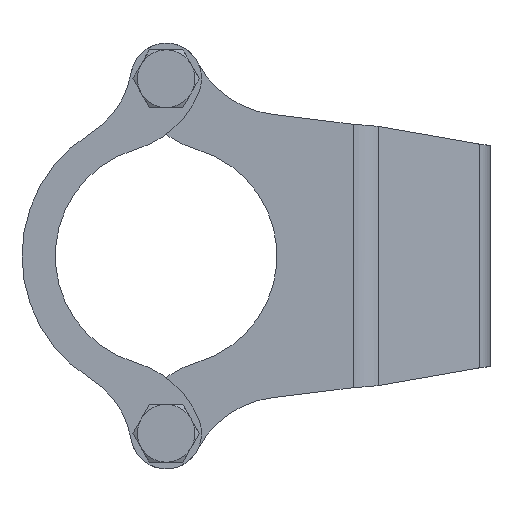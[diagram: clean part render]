
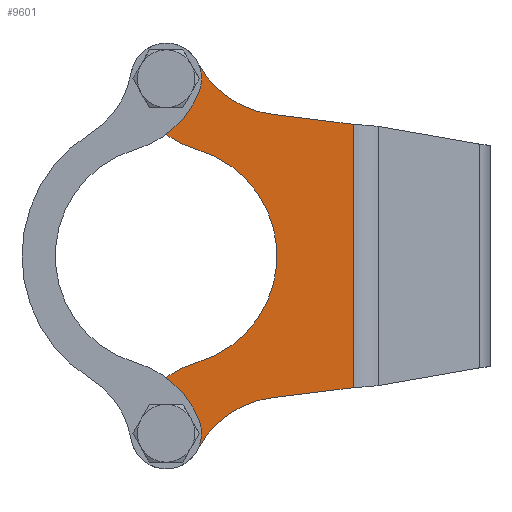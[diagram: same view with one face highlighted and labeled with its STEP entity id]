
A CAD part, left-side view. The second image highlights one B-rep face of the part: STEP entity #9601.
In plain terms, the highlighted planar face has unit normal (-1, 0, 0).
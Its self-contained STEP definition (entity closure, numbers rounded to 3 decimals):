
#46 = DIRECTION ( 'NONE',  ( 1., 0., 0. ) ) ;
#123 = CIRCLE ( 'NONE', #774, 22. ) ;
#140 = EDGE_CURVE ( 'NONE', #1976, #9851, #4312, .T. ) ;
#201 = CARTESIAN_POINT ( 'NONE',  ( -79.032, 63.424, 43.672 ) ) ;
#269 = FACE_BOUND ( 'NONE', #4923, .T. ) ;
#277 = DIRECTION ( 'NONE',  ( 0., 0., 1. ) ) ;
#328 = DIRECTION ( 'NONE',  ( 0., 0., -1. ) ) ;
#356 = DIRECTION ( 'NONE',  ( 0., 0., 1. ) ) ;
#361 = EDGE_CURVE ( 'NONE', #8345, #7062, #2204, .T. ) ;
#628 = EDGE_CURVE ( 'NONE', #2663, #7623, #123, .T. ) ;
#774 = AXIS2_PLACEMENT_3D ( 'NONE', #1742, #5612, #4853 ) ;
#819 = DIRECTION ( 'NONE',  ( 0., -1., 0. ) ) ;
#824 = EDGE_CURVE ( 'NONE', #4296, #9955, #4480, .T. ) ;
#913 = CIRCLE ( 'NONE', #5314, 4.25 ) ;
#929 = DIRECTION ( 'NONE',  ( -1., 0., 0. ) ) ;
#944 = DIRECTION ( 'NONE',  ( -1., 0., 0. ) ) ;
#982 = CARTESIAN_POINT ( 'NONE',  ( -79.032, 43.879, 53.771 ) ) ;
#1002 = VERTEX_POINT ( 'NONE', #3572 ) ;
#1055 = CARTESIAN_POINT ( 'NONE',  ( -79.032, 70.532, -48. ) ) ;
#1169 = EDGE_CURVE ( 'NONE', #7028, #2878, #913, .T. ) ;
#1363 = EDGE_CURVE ( 'NONE', #5697, #8345, #1394, .T. ) ;
#1394 = LINE ( 'NONE', #8454, #6459 ) ;
#1679 = DIRECTION ( 'NONE',  ( 1., 0., 0. ) ) ;
#1712 = CIRCLE ( 'NONE', #4976, 22. ) ;
#1742 = CARTESIAN_POINT ( 'NONE',  ( -79.032, 43.879, -53.771 ) ) ;
#1936 = EDGE_LOOP ( 'NONE', ( #9126, #3863 ) ) ;
#1976 = VERTEX_POINT ( 'NONE', #8642 ) ;
#2041 = EDGE_CURVE ( 'NONE', #4257, #4296, #9666, .T. ) ;
#2204 = LINE ( 'NONE', #5164, #3254 ) ;
#2422 = EDGE_CURVE ( 'NONE', #2508, #6695, #9509, .T. ) ;
#2472 = CARTESIAN_POINT ( 'NONE',  ( -79.032, 70.532, 40. ) ) ;
#2479 = EDGE_CURVE ( 'NONE', #7062, #2663, #3007, .T. ) ;
#2508 = VERTEX_POINT ( 'NONE', #1055 ) ;
#2534 = ORIENTED_EDGE ( 'NONE', *, *, #1169, .F. ) ;
#2546 = AXIS2_PLACEMENT_3D ( 'NONE', #8832, #8063, #2653 ) ;
#2653 = DIRECTION ( 'NONE',  ( 0., 0., -1. ) ) ;
#2663 = VERTEX_POINT ( 'NONE', #4220 ) ;
#2861 = CIRCLE ( 'NONE', #7113, 4.25 ) ;
#2878 = VERTEX_POINT ( 'NONE', #9140 ) ;
#3007 = LINE ( 'NONE', #9939, #4780 ) ;
#3153 = ORIENTED_EDGE ( 'NONE', *, *, #824, .F. ) ;
#3158 = CARTESIAN_POINT ( 'NONE',  ( -79.032, 70.532, -40. ) ) ;
#3162 = CARTESIAN_POINT ( 'NONE',  ( -79.032, 70.532, -40. ) ) ;
#3254 = VECTOR ( 'NONE', #9100, 1000. ) ;
#3335 = AXIS2_PLACEMENT_3D ( 'NONE', #5834, #8020, #277 ) ;
#3355 = CARTESIAN_POINT ( 'NONE',  ( -79.032, 46.581, 31.937 ) ) ;
#3572 = CARTESIAN_POINT ( 'NONE',  ( -79.032, 63.61, -24.023 ) ) ;
#3684 = CARTESIAN_POINT ( 'NONE',  ( -79.032, 57.518, -45.162 ) ) ;
#3851 = DIRECTION ( 'NONE',  ( 0., -1., 0. ) ) ;
#3863 = ORIENTED_EDGE ( 'NONE', *, *, #9902, .F. ) ;
#3950 = DIRECTION ( 'NONE',  ( -1., 0., 0. ) ) ;
#3993 = CIRCLE ( 'NONE', #3335, 8. ) ;
#4220 = CARTESIAN_POINT ( 'NONE',  ( -79.032, 46.581, -31.937 ) ) ;
#4257 = VERTEX_POINT ( 'NONE', #9997 ) ;
#4296 = VERTEX_POINT ( 'NONE', #6489 ) ;
#4312 = CIRCLE ( 'NONE', #4816, 4.25 ) ;
#4466 = ORIENTED_EDGE ( 'NONE', *, *, #9016, .F. ) ;
#4480 = CIRCLE ( 'NONE', #8079, 8. ) ;
#4543 = ORIENTED_EDGE ( 'NONE', *, *, #7711, .F. ) ;
#4581 = ORIENTED_EDGE ( 'NONE', *, *, #9466, .F. ) ;
#4586 = CARTESIAN_POINT ( 'NONE',  ( -79.032, 70.532, -35.75 ) ) ;
#4602 = EDGE_LOOP ( 'NONE', ( #7653, #7084, #6706, #3153, #9282, #4466, #7559, #6857, #4543, #4733, #8653 ) ) ;
#4733 = ORIENTED_EDGE ( 'NONE', *, *, #628, .F. ) ;
#4780 = VECTOR ( 'NONE', #9241, 1000. ) ;
#4802 = CIRCLE ( 'NONE', #7908, 25. ) ;
#4816 = AXIS2_PLACEMENT_3D ( 'NONE', #7842, #3950, #3851 ) ;
#4853 = DIRECTION ( 'NONE',  ( 0., 0., 1. ) ) ;
#4923 = EDGE_LOOP ( 'NONE', ( #2534, #4581 ) ) ;
#4976 = AXIS2_PLACEMENT_3D ( 'NONE', #3684, #6898, #8287 ) ;
#5164 = CARTESIAN_POINT ( 'NONE',  ( -79.032, 28.364, 53.771 ) ) ;
#5294 = CIRCLE ( 'NONE', #9531, 22. ) ;
#5314 = AXIS2_PLACEMENT_3D ( 'NONE', #2472, #8697, #7945 ) ;
#5425 = DIRECTION ( 'NONE',  ( 0., -1., 0. ) ) ;
#5612 = DIRECTION ( 'NONE',  ( -1., 0., 0. ) ) ;
#5697 = VERTEX_POINT ( 'NONE', #3355 ) ;
#5720 = FACE_OUTER_BOUND ( 'NONE', #4602, .T. ) ;
#5834 = CARTESIAN_POINT ( 'NONE',  ( -79.032, 70.532, -40. ) ) ;
#6081 = AXIS2_PLACEMENT_3D ( 'NONE', #8012, #1679, #356 ) ;
#6271 = DIRECTION ( 'NONE',  ( -1., 0., 0. ) ) ;
#6387 = FACE_BOUND ( 'NONE', #1936, .T. ) ;
#6459 = VECTOR ( 'NONE', #9959, 1000. ) ;
#6489 = CARTESIAN_POINT ( 'NONE',  ( -79.032, 77.968, 37.05 ) ) ;
#6695 = VERTEX_POINT ( 'NONE', #9460 ) ;
#6706 = ORIENTED_EDGE ( 'NONE', *, *, #7746, .F. ) ;
#6857 = ORIENTED_EDGE ( 'NONE', *, *, #2422, .F. ) ;
#6898 = DIRECTION ( 'NONE',  ( 1., 0., 0. ) ) ;
#7028 = VERTEX_POINT ( 'NONE', #9877 ) ;
#7062 = VERTEX_POINT ( 'NONE', #8466 ) ;
#7084 = ORIENTED_EDGE ( 'NONE', *, *, #1363, .F. ) ;
#7113 = AXIS2_PLACEMENT_3D ( 'NONE', #9312, #929, #5425 ) ;
#7207 = DIRECTION ( 'NONE',  ( -1., 0., 0. ) ) ;
#7406 = DIRECTION ( 'NONE',  ( 0., 0., 1. ) ) ;
#7559 = ORIENTED_EDGE ( 'NONE', *, *, #9250, .F. ) ;
#7623 = VERTEX_POINT ( 'NONE', #7935 ) ;
#7653 = ORIENTED_EDGE ( 'NONE', *, *, #361, .F. ) ;
#7654 = DIRECTION ( 'NONE',  ( 0., 0., 1. ) ) ;
#7711 = EDGE_CURVE ( 'NONE', #7623, #2508, #3993, .T. ) ;
#7746 = EDGE_CURVE ( 'NONE', #9955, #5697, #5294, .T. ) ;
#7842 = CARTESIAN_POINT ( 'NONE',  ( -79.032, 70.532, -40. ) ) ;
#7908 = AXIS2_PLACEMENT_3D ( 'NONE', #7940, #944, #7406 ) ;
#7935 = CARTESIAN_POINT ( 'NONE',  ( -79.032, 63.424, -43.672 ) ) ;
#7940 = CARTESIAN_POINT ( 'NONE',  ( -79.032, 70.532, 0. ) ) ;
#7945 = DIRECTION ( 'NONE',  ( 0., -1., 0. ) ) ;
#8012 = CARTESIAN_POINT ( 'NONE',  ( -79.032, 57.518, 45.162 ) ) ;
#8020 = DIRECTION ( 'NONE',  ( 1., 0., 0. ) ) ;
#8063 = DIRECTION ( 'NONE',  ( -1., 0., 0. ) ) ;
#8079 = AXIS2_PLACEMENT_3D ( 'NONE', #9642, #8676, #9491 ) ;
#8257 = CIRCLE ( 'NONE', #8749, 4.25 ) ;
#8287 = DIRECTION ( 'NONE',  ( 0., 0., -1. ) ) ;
#8345 = VERTEX_POINT ( 'NONE', #8983 ) ;
#8454 = CARTESIAN_POINT ( 'NONE',  ( -79.032, -9.468, 25. ) ) ;
#8466 = CARTESIAN_POINT ( 'NONE',  ( -79.032, 28.364, -29.683 ) ) ;
#8642 = CARTESIAN_POINT ( 'NONE',  ( -79.032, 70.532, -44.25 ) ) ;
#8653 = ORIENTED_EDGE ( 'NONE', *, *, #2479, .F. ) ;
#8676 = DIRECTION ( 'NONE',  ( 1., 0., 0. ) ) ;
#8696 = AXIS2_PLACEMENT_3D ( 'NONE', #3158, #46, #7654 ) ;
#8697 = DIRECTION ( 'NONE',  ( -1., 0., 0. ) ) ;
#8749 = AXIS2_PLACEMENT_3D ( 'NONE', #3162, #6271, #819 ) ;
#8832 = CARTESIAN_POINT ( 'NONE',  ( -79.032, 43.879, 53.771 ) ) ;
#8983 = CARTESIAN_POINT ( 'NONE',  ( -79.032, 28.364, 29.683 ) ) ;
#9016 = EDGE_CURVE ( 'NONE', #1002, #4257, #4802, .T. ) ;
#9100 = DIRECTION ( 'NONE',  ( 0., 0., -1. ) ) ;
#9126 = ORIENTED_EDGE ( 'NONE', *, *, #140, .F. ) ;
#9140 = CARTESIAN_POINT ( 'NONE',  ( -79.032, 70.532, 44.25 ) ) ;
#9241 = DIRECTION ( 'NONE',  ( 0., 0.992, -0.123 ) ) ;
#9250 = EDGE_CURVE ( 'NONE', #6695, #1002, #1712, .T. ) ;
#9282 = ORIENTED_EDGE ( 'NONE', *, *, #2041, .F. ) ;
#9312 = CARTESIAN_POINT ( 'NONE',  ( -79.032, 70.532, 40. ) ) ;
#9460 = CARTESIAN_POINT ( 'NONE',  ( -79.032, 77.968, -37.05 ) ) ;
#9466 = EDGE_CURVE ( 'NONE', #2878, #7028, #2861, .T. ) ;
#9491 = DIRECTION ( 'NONE',  ( 0., 0., -1. ) ) ;
#9499 = PLANE ( 'NONE',  #2546 ) ;
#9509 = CIRCLE ( 'NONE', #8696, 8. ) ;
#9531 = AXIS2_PLACEMENT_3D ( 'NONE', #982, #7207, #328 ) ;
#9601 = ADVANCED_FACE ( 'NONE', ( #269, #6387, #5720 ), #9499, .T. ) ;
#9642 = CARTESIAN_POINT ( 'NONE',  ( -79.032, 70.532, 40. ) ) ;
#9666 = CIRCLE ( 'NONE', #6081, 22. ) ;
#9851 = VERTEX_POINT ( 'NONE', #4586 ) ;
#9877 = CARTESIAN_POINT ( 'NONE',  ( -79.032, 70.532, 35.75 ) ) ;
#9902 = EDGE_CURVE ( 'NONE', #9851, #1976, #8257, .T. ) ;
#9939 = CARTESIAN_POINT ( 'NONE',  ( -79.032, -9.468, -25. ) ) ;
#9955 = VERTEX_POINT ( 'NONE', #201 ) ;
#9959 = DIRECTION ( 'NONE',  ( 0., -0.992, -0.123 ) ) ;
#9997 = CARTESIAN_POINT ( 'NONE',  ( -79.032, 63.61, 24.023 ) ) ;
